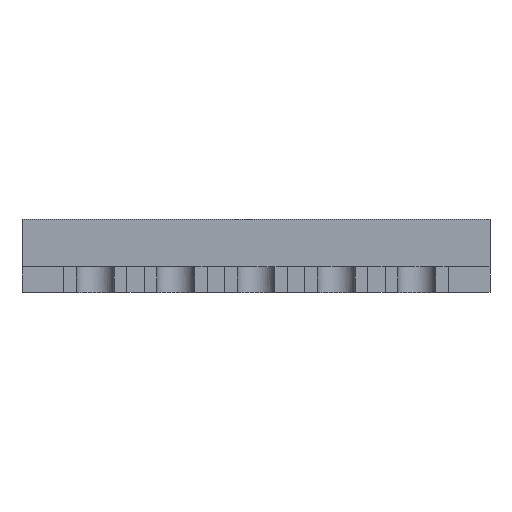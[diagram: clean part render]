
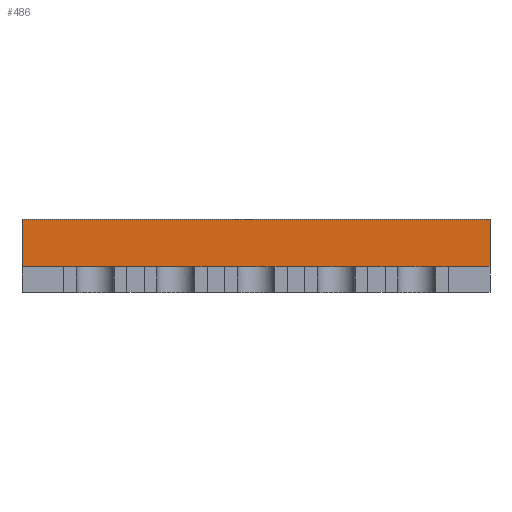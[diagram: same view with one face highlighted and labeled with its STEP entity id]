
A CAD part, front view. The second image highlights one B-rep face of the part: STEP entity #486.
In plain terms, the highlighted planar face has unit normal (0, -1, 0).
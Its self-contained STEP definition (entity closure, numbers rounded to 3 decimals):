
#486=ADVANCED_FACE('',(#809),#10657,.T.);
#809=FACE_OUTER_BOUND('',#1132,.T.);
#1132=EDGE_LOOP('',(#1666,#1667,#1668,#1669));
#1666=ORIENTED_EDGE('',*,*,#7557,.T.);
#1667=ORIENTED_EDGE('',*,*,#7558,.T.);
#1668=ORIENTED_EDGE('',*,*,#7555,.F.);
#1669=ORIENTED_EDGE('',*,*,#7559,.T.);
#3713=PCURVE('',#10656,#5230);
#3759=PCURVE('',#10657,#5276);
#3760=PCURVE('',#10657,#5277);
#3761=PCURVE('',#10657,#5278);
#3762=PCURVE('',#10657,#5279);
#3764=PCURVE('',#10658,#5281);
#3774=PCURVE('',#10660,#5291);
#5230=DEFINITIONAL_REPRESENTATION('',(#8629),#18693);
#5276=DEFINITIONAL_REPRESENTATION('',(#8676),#18693);
#5277=DEFINITIONAL_REPRESENTATION('',(#8678),#18693);
#5278=DEFINITIONAL_REPRESENTATION('',(#8679),#18693);
#5279=DEFINITIONAL_REPRESENTATION('',(#8681),#18693);
#5281=DEFINITIONAL_REPRESENTATION('',(#8684),#18693);
#5291=DEFINITIONAL_REPRESENTATION('',(#8698),#18693);
#6704=SURFACE_CURVE('',#8628,(#3713,#3761),.PCURVE_S1.);
#6706=SURFACE_CURVE('',#8675,(#3759),.PCURVE_S1.);
#6707=SURFACE_CURVE('',#8677,(#3760,#3774),.PCURVE_S1.);
#6708=SURFACE_CURVE('',#8680,(#3762,#3764),.PCURVE_S1.);
#7555=EDGE_CURVE('',#10153,#10151,#6704,.T.);
#7557=EDGE_CURVE('',#10155,#10154,#6706,.T.);
#7558=EDGE_CURVE('',#10154,#10151,#6707,.T.);
#7559=EDGE_CURVE('',#10153,#10155,#6708,.T.);
#8628=B_SPLINE_CURVE_WITH_KNOTS('',1,(#12415,#12416),.UNSPECIFIED.,.F.,.F.,
(2,2),(-14.8,0.),.UNSPECIFIED.);
#8629=B_SPLINE_CURVE_WITH_KNOTS('',1,(#12417,#12418),.UNSPECIFIED.,.F.,.F.,
(2,2),(-14.8,0.),.UNSPECIFIED.);
#8675=B_SPLINE_CURVE_WITH_KNOTS('',1,(#12618,#12619),.UNSPECIFIED.,.F.,.F.,
(2,2),(-14.8,0.),.UNSPECIFIED.);
#8676=B_SPLINE_CURVE_WITH_KNOTS('',1,(#12620,#12621),.UNSPECIFIED.,.F.,.F.,
(2,2),(-14.8,0.),.UNSPECIFIED.);
#8677=B_SPLINE_CURVE_WITH_KNOTS('',1,(#12622,#12623),.UNSPECIFIED.,.F.,.F.,
(2,2),(0.,1.5),.UNSPECIFIED.);
#8678=B_SPLINE_CURVE_WITH_KNOTS('',1,(#12624,#12625),.UNSPECIFIED.,.F.,.F.,
(2,2),(0.,1.5),.UNSPECIFIED.);
#8679=B_SPLINE_CURVE_WITH_KNOTS('',1,(#12626,#12627),.UNSPECIFIED.,.F.,.F.,
(2,2),(-14.8,0.),.UNSPECIFIED.);
#8680=B_SPLINE_CURVE_WITH_KNOTS('',1,(#12628,#12629),.UNSPECIFIED.,.F.,.F.,
(2,2),(-1.5,0.),.UNSPECIFIED.);
#8681=B_SPLINE_CURVE_WITH_KNOTS('',1,(#12630,#12631),.UNSPECIFIED.,.F.,.F.,
(2,2),(-1.5,0.),.UNSPECIFIED.);
#8684=B_SPLINE_CURVE_WITH_KNOTS('',1,(#12636,#12637),.UNSPECIFIED.,.F.,.F.,
(2,2),(-1.5,0.),.UNSPECIFIED.);
#8698=B_SPLINE_CURVE_WITH_KNOTS('',1,(#12664,#12665),.UNSPECIFIED.,.F.,.F.,
(2,2),(0.,1.5),.UNSPECIFIED.);
#10151=VERTEX_POINT('',#11770);
#10153=VERTEX_POINT('',#11772);
#10154=VERTEX_POINT('',#11773);
#10155=VERTEX_POINT('',#11774);
#10656=PLANE('',#10877);
#10657=PLANE('',#10878);
#10658=PLANE('',#10879);
#10660=PLANE('',#10881);
#10877=AXIS2_PLACEMENT_3D('',#11658,#11082,$);
#10878=AXIS2_PLACEMENT_3D('',#11659,#11083,$);
#10879=AXIS2_PLACEMENT_3D('',#11660,#11084,$);
#10881=AXIS2_PLACEMENT_3D('',#11662,#11086,$);
#11082=DIRECTION('',(0.,0.,-1.));
#11083=DIRECTION('',(0.,-1.,0.));
#11084=DIRECTION('',(1.,0.,0.));
#11086=DIRECTION('',(-1.,0.,0.));
#11658=CARTESIAN_POINT('',(7.4,-10.691,0.82));
#11659=CARTESIAN_POINT('',(7.4,-10.691,2.32));
#11660=CARTESIAN_POINT('',(7.4,10.691,2.32));
#11662=CARTESIAN_POINT('',(-7.4,-10.691,2.32));
#11770=CARTESIAN_POINT('',(-7.4,-10.691,0.82));
#11772=CARTESIAN_POINT('',(7.4,-10.691,0.82));
#11773=CARTESIAN_POINT('',(-7.4,-10.691,2.32));
#11774=CARTESIAN_POINT('',(7.4,-10.691,2.32));
#12415=CARTESIAN_POINT('',(7.4,-10.691,0.82));
#12416=CARTESIAN_POINT('',(-7.4,-10.691,0.82));
#12417=CARTESIAN_POINT('',(-14.8,0.));
#12418=CARTESIAN_POINT('',(0.,0.));
#12618=CARTESIAN_POINT('',(7.4,-10.691,2.32));
#12619=CARTESIAN_POINT('',(-7.4,-10.691,2.32));
#12620=CARTESIAN_POINT('',(-14.8,0.));
#12621=CARTESIAN_POINT('',(0.,0.));
#12622=CARTESIAN_POINT('',(-7.4,-10.691,2.32));
#12623=CARTESIAN_POINT('',(-7.4,-10.691,0.82));
#12624=CARTESIAN_POINT('',(0.,0.));
#12625=CARTESIAN_POINT('',(0.,1.5));
#12626=CARTESIAN_POINT('',(-14.8,1.5));
#12627=CARTESIAN_POINT('',(0.,1.5));
#12628=CARTESIAN_POINT('',(7.4,-10.691,0.82));
#12629=CARTESIAN_POINT('',(7.4,-10.691,2.32));
#12630=CARTESIAN_POINT('',(-14.8,1.5));
#12631=CARTESIAN_POINT('',(-14.8,0.));
#12636=CARTESIAN_POINT('',(-14.8,1.5));
#12637=CARTESIAN_POINT('',(-14.8,0.));
#12664=CARTESIAN_POINT('',(-72.363,0.));
#12665=CARTESIAN_POINT('',(-72.363,1.5));
#18693=(
GEOMETRIC_REPRESENTATION_CONTEXT(2)
PARAMETRIC_REPRESENTATION_CONTEXT()
REPRESENTATION_CONTEXT('pspace','')
);
